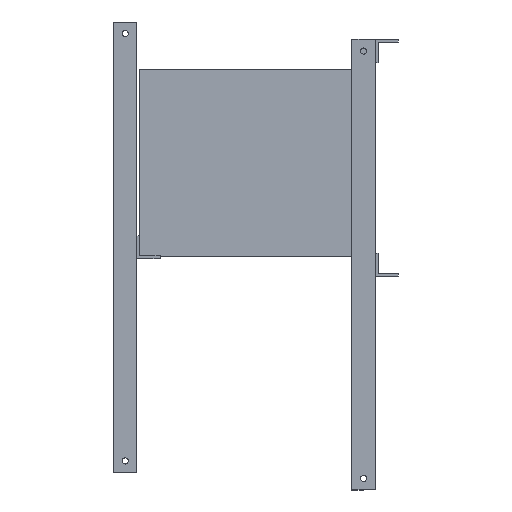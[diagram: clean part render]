
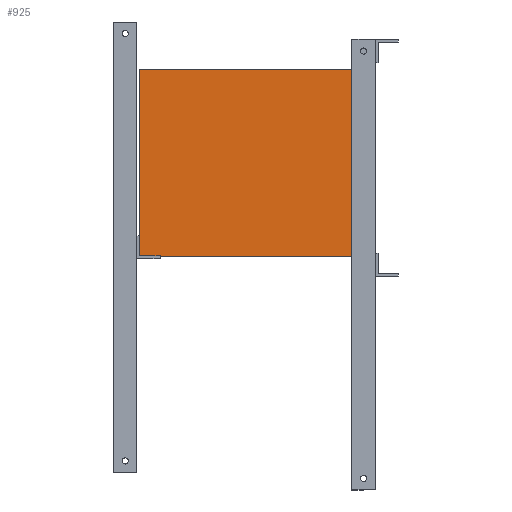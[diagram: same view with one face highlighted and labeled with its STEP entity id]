
A CAD part, left-side view. The second image highlights one B-rep face of the part: STEP entity #925.
In plain terms, the highlighted face is planar.
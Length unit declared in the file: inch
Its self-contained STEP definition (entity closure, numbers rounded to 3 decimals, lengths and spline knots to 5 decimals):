
#205=FACE_OUTER_BOUND('',#268,.T.);
#268=EDGE_LOOP('',(#765,#766,#767,#768));
#341=LINE('',#1511,#425);
#345=LINE('',#1519,#429);
#348=LINE('',#1525,#432);
#351=LINE('',#1530,#435);
#425=VECTOR('',#1231,0.3937);
#429=VECTOR('',#1237,0.3937);
#432=VECTOR('',#1242,0.3937);
#435=VECTOR('',#1247,0.3937);
#507=VERTEX_POINT('',#1509);
#508=VERTEX_POINT('',#1510);
#511=VERTEX_POINT('',#1518);
#513=VERTEX_POINT('',#1524);
#595=EDGE_CURVE('',#507,#508,#341,.T.);
#599=EDGE_CURVE('',#511,#507,#345,.T.);
#602=EDGE_CURVE('',#513,#511,#348,.T.);
#605=EDGE_CURVE('',#508,#513,#351,.T.);
#765=ORIENTED_EDGE('',*,*,#605,.F.);
#766=ORIENTED_EDGE('',*,*,#595,.F.);
#767=ORIENTED_EDGE('',*,*,#599,.F.);
#768=ORIENTED_EDGE('',*,*,#602,.F.);
#882=PLANE('',#1062);
#925=ADVANCED_FACE('',(#205),#882,.F.);
#1062=AXIS2_PLACEMENT_3D('',#1533,#1251,#1252);
#1231=DIRECTION('',(0.,-1.,0.));
#1237=DIRECTION('',(-1.,0.,0.));
#1242=DIRECTION('',(0.,1.,0.));
#1247=DIRECTION('',(1.,0.,0.));
#1251=DIRECTION('center_axis',(0.,0.,1.));
#1252=DIRECTION('ref_axis',(1.,0.,0.));
#1509=CARTESIAN_POINT('',(0.,10.,0.));
#1510=CARTESIAN_POINT('',(0.,0.,0.));
#1511=CARTESIAN_POINT('',(0.,10.,0.));
#1518=CARTESIAN_POINT('',(8.,10.,0.));
#1519=CARTESIAN_POINT('',(8.,10.,0.));
#1524=CARTESIAN_POINT('',(8.,0.,0.));
#1525=CARTESIAN_POINT('',(8.,0.,0.));
#1530=CARTESIAN_POINT('',(0.,0.,0.));
#1533=CARTESIAN_POINT('Origin',(4.,5.,0.));
